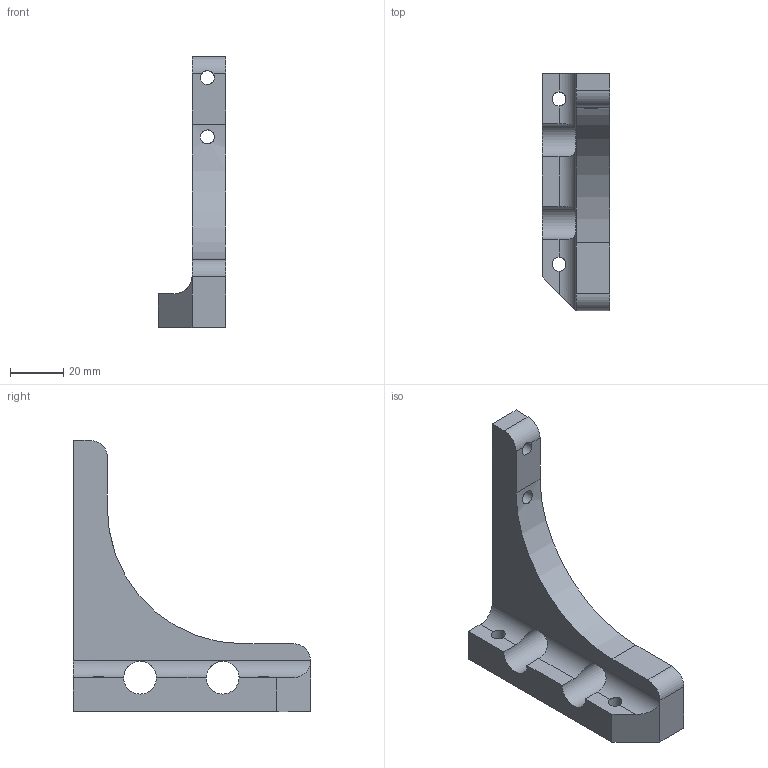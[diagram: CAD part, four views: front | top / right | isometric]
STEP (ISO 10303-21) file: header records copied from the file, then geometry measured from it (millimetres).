
FILE_DESCRIPTION(/* description */ (''),/* implementation_level */ '2;1');
FILE_NAME(/* name */ 'BracketA.stp',/* time_stamp */ '2020-02-27T23:24:46-05:00',/* author */ ('Dominic'),/* organization */ (''),/* preprocessor_version */ 'ST-DEVELOPER v18',/* originating_system */ 'Autodesk Inventor 2020',/* authorisation */ '');
FILE_SCHEMA (('AUTOMOTIVE_DESIGN { 1 0 10303 214 3 1 1 }'));
Length unit declared in the file: inch
Products named in the file (1): PlungerPlateBracket_MIR1
Bounding box: 25.4 x 88.9 x 101.6 mm (x, y, z)
Volume: 55485 mm3; surface area: 15993.7 mm2
Topology: 1 solids, 1 shells, 25 faces, 88 edges, 61 vertices
Faces by surface type: plane 14, cylinder 11
Full cylindrical faces by diameter (mm): 5.207 x3, 5.232 x2, 12.303 x2
Entity records: 1157 total; most frequent: CARTESIAN_POINT 307, ORIENTED_EDGE 176, DIRECTION 167, EDGE_CURVE 88, VERTEX_POINT 61, AXIS2_PLACEMENT_3D 60, LINE 47, VECTOR 47
